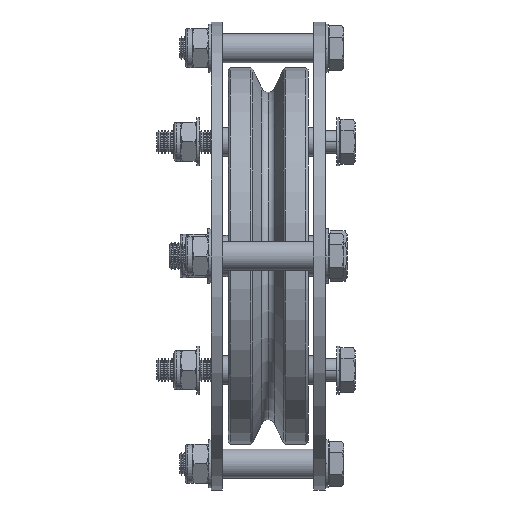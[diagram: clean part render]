
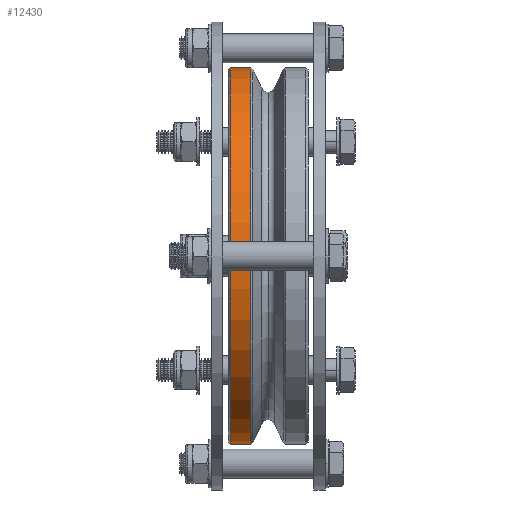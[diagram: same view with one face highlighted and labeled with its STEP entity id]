
A CAD part, front view. The second image highlights one B-rep face of the part: STEP entity #12430.
In plain terms, the highlighted cylindrical face has radius 82.5 mm (diameter 165 mm), a partial arc.
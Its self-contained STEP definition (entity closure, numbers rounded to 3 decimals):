
#1268 = VERTEX_POINT ( 'NONE', #27783 ) ;
#1911 = FACE_OUTER_BOUND ( 'NONE', #24525, .T. ) ;
#2394 = AXIS2_PLACEMENT_3D ( 'NONE', #3487, #23930, #6425 ) ;
#3487 = CARTESIAN_POINT ( 'NONE',  ( -16.5, 0., 0. ) ) ;
#4720 = CIRCLE ( 'NONE', #29646, 82.5 ) ;
#5535 = CARTESIAN_POINT ( 'NONE',  ( -7.583, 0., -82.5 ) ) ;
#5646 = VERTEX_POINT ( 'NONE', #33865 ) ;
#5729 = VERTEX_POINT ( 'NONE', #5535 ) ;
#5753 = DIRECTION ( 'NONE',  ( 0., 0., 1. ) ) ;
#6425 = DIRECTION ( 'NONE',  ( 0., 0., -1. ) ) ;
#7602 = LINE ( 'NONE', #19275, #14921 ) ;
#7823 = DIRECTION ( 'NONE',  ( 0., 0., 1. ) ) ;
#11634 = EDGE_CURVE ( 'NONE', #5729, #5646, #4720, .T. ) ;
#12430 = ADVANCED_FACE ( 'NONE', ( #1911 ), #31163, .T. ) ;
#14321 = DIRECTION ( 'NONE',  ( -1., 0., 0. ) ) ;
#14921 = VECTOR ( 'NONE', #31105, 1000. ) ;
#16926 = DIRECTION ( 'NONE',  ( -1., 0., 0. ) ) ;
#19275 = CARTESIAN_POINT ( 'NONE',  ( -42.784, 0., -82.5 ) ) ;
#21631 = AXIS2_PLACEMENT_3D ( 'NONE', #25091, #16926, #7823 ) ;
#22363 = CARTESIAN_POINT ( 'NONE',  ( -42.784, 0., 82.5 ) ) ;
#22621 = DIRECTION ( 'NONE',  ( -1., 0., 0. ) ) ;
#23930 = DIRECTION ( 'NONE',  ( 1., 0., 0. ) ) ;
#24392 = ORIENTED_EDGE ( 'NONE', *, *, #35740, .T. ) ;
#24525 = EDGE_LOOP ( 'NONE', ( #31484, #26166, #27800, #24392 ) ) ;
#24917 = CIRCLE ( 'NONE', #2394, 82.5 ) ;
#25091 = CARTESIAN_POINT ( 'NONE',  ( -42.784, 0., 0. ) ) ;
#25174 = LINE ( 'NONE', #22363, #35688 ) ;
#26166 = ORIENTED_EDGE ( 'NONE', *, *, #11634, .T. ) ;
#26327 = VERTEX_POINT ( 'NONE', #29785 ) ;
#26396 = EDGE_CURVE ( 'NONE', #5646, #1268, #25174, .T. ) ;
#27783 = CARTESIAN_POINT ( 'NONE',  ( -16.5, 0., 82.5 ) ) ;
#27800 = ORIENTED_EDGE ( 'NONE', *, *, #26396, .T. ) ;
#29646 = AXIS2_PLACEMENT_3D ( 'NONE', #31649, #14321, #5753 ) ;
#29785 = CARTESIAN_POINT ( 'NONE',  ( -16.5, 0., -82.5 ) ) ;
#31105 = DIRECTION ( 'NONE',  ( -1., 0., 0. ) ) ;
#31163 = CYLINDRICAL_SURFACE ( 'NONE', #21631, 82.5 ) ;
#31484 = ORIENTED_EDGE ( 'NONE', *, *, #33791, .F. ) ;
#31649 = CARTESIAN_POINT ( 'NONE',  ( -7.583, 0., 0. ) ) ;
#33791 = EDGE_CURVE ( 'NONE', #5729, #26327, #7602, .T. ) ;
#33865 = CARTESIAN_POINT ( 'NONE',  ( -7.583, 0., 82.5 ) ) ;
#35688 = VECTOR ( 'NONE', #22621, 1000. ) ;
#35740 = EDGE_CURVE ( 'NONE', #1268, #26327, #24917, .T. ) ;
